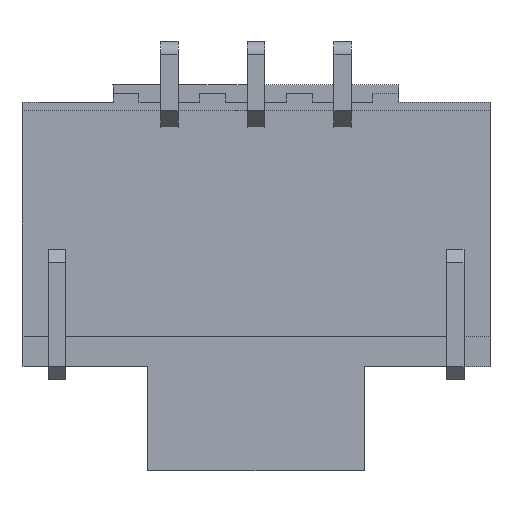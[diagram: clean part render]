
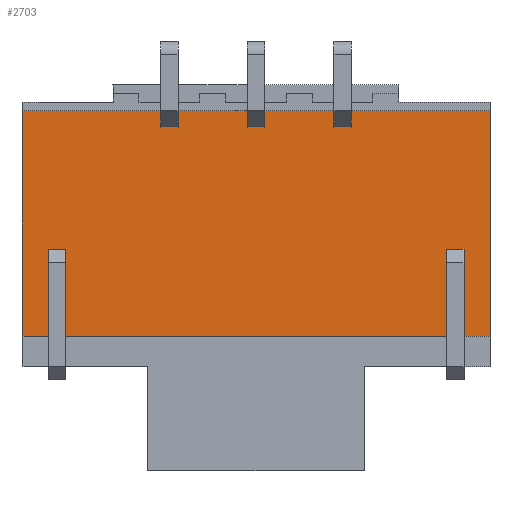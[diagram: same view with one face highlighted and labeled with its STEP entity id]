
A CAD part, front view. The second image highlights one B-rep face of the part: STEP entity #2703.
In plain terms, the highlighted planar face has unit normal (0, -1, 0).
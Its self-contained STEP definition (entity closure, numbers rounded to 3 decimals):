
#484=ORIENTED_EDGE('',*,*,#1112,.F.);
#485=ORIENTED_EDGE('',*,*,#1113,.T.);
#486=ORIENTED_EDGE('',*,*,#984,.F.);
#487=ORIENTED_EDGE('',*,*,#1114,.F.);
#488=ORIENTED_EDGE('',*,*,#1115,.F.);
#489=ORIENTED_EDGE('',*,*,#1116,.T.);
#490=ORIENTED_EDGE('',*,*,#1117,.F.);
#491=ORIENTED_EDGE('',*,*,#1051,.F.);
#492=ORIENTED_EDGE('',*,*,#1111,.T.);
#493=ORIENTED_EDGE('',*,*,#1053,.T.);
#494=ORIENTED_EDGE('',*,*,#974,.F.);
#495=ORIENTED_EDGE('',*,*,#1118,.F.);
#974=EDGE_CURVE('',#1320,#1321,#1609,.T.);
#984=EDGE_CURVE('',#1330,#1331,#1619,.T.);
#1051=EDGE_CURVE('',#1389,#1390,#1682,.T.);
#1053=EDGE_CURVE('',#1391,#1321,#1684,.T.);
#1111=EDGE_CURVE('',#1389,#1391,#1742,.T.);
#1112=EDGE_CURVE('',#1430,#1431,#1743,.T.);
#1113=EDGE_CURVE('',#1430,#1331,#1744,.T.);
#1114=EDGE_CURVE('',#1432,#1330,#1745,.T.);
#1115=EDGE_CURVE('',#1433,#1432,#1746,.T.);
#1116=EDGE_CURVE('',#1433,#1434,#1747,.T.);
#1117=EDGE_CURVE('',#1390,#1434,#1748,.T.);
#1118=EDGE_CURVE('',#1431,#1320,#1749,.T.);
#1320=VERTEX_POINT('',#4552);
#1321=VERTEX_POINT('',#4554);
#1330=VERTEX_POINT('',#4575);
#1331=VERTEX_POINT('',#4576);
#1389=VERTEX_POINT('',#4707);
#1390=VERTEX_POINT('',#4709);
#1391=VERTEX_POINT('',#4713);
#1430=VERTEX_POINT('',#4823);
#1431=VERTEX_POINT('',#4824);
#1432=VERTEX_POINT('',#4827);
#1433=VERTEX_POINT('',#4829);
#1434=VERTEX_POINT('',#4831);
#1609=LINE('',#4553,#1976);
#1619=LINE('',#4574,#1986);
#1682=LINE('',#4708,#2049);
#1684=LINE('',#4712,#2051);
#1742=LINE('',#4820,#2109);
#1743=LINE('',#4822,#2110);
#1744=LINE('',#4825,#2111);
#1745=LINE('',#4826,#2112);
#1746=LINE('',#4828,#2113);
#1747=LINE('',#4830,#2114);
#1748=LINE('',#4832,#2115);
#1749=LINE('',#4833,#2116);
#1976=VECTOR('',#3837,1000.);
#1986=VECTOR('',#3851,1000.);
#2049=VECTOR('',#3936,1000.);
#2051=VECTOR('',#3940,1000.);
#2109=VECTOR('',#4020,1000.);
#2110=VECTOR('',#4023,1000.);
#2111=VECTOR('',#4024,1000.);
#2112=VECTOR('',#4025,1000.);
#2113=VECTOR('',#4026,1000.);
#2114=VECTOR('',#4027,1000.);
#2115=VECTOR('',#4028,1000.);
#2116=VECTOR('',#4029,1000.);
#2300=EDGE_LOOP('',(#484,#485,#486,#487,#488,#489,#490,#491,#492,#493,#494,
#495));
#2439=FACE_BOUND('',#2300,.T.);
#2571=PLANE('',#3522);
#2703=ADVANCED_FACE('',(#2439),#2571,.F.);
#3522=AXIS2_PLACEMENT_3D('',#4821,#4021,#4022);
#3837=DIRECTION('',(-1.,0.,0.));
#3851=DIRECTION('',(-1.,0.,0.));
#3936=DIRECTION('',(0.,0.,-1.));
#3940=DIRECTION('',(0.,0.,-1.));
#4020=DIRECTION('',(-1.,0.,0.));
#4021=DIRECTION('',(0.,1.,0.));
#4022=DIRECTION('',(0.,0.,1.));
#4023=DIRECTION('',(-1.,0.,0.));
#4024=DIRECTION('',(0.,0.,-1.));
#4025=DIRECTION('',(0.,0.,-1.));
#4026=DIRECTION('',(-1.,0.,0.));
#4027=DIRECTION('',(0.,0.,-1.));
#4028=DIRECTION('',(-1.,0.,0.));
#4029=DIRECTION('',(0.,0.,-1.));
#4552=CARTESIAN_POINT('',(-2.4,0.,-0.675));
#4553=CARTESIAN_POINT('',(2.7,0.,-0.675));
#4554=CARTESIAN_POINT('',(-2.7,0.,-0.675));
#4574=CARTESIAN_POINT('',(2.7,0.,-0.675));
#4575=CARTESIAN_POINT('',(2.2,0.,-0.675));
#4576=CARTESIAN_POINT('',(-2.2,0.,-0.675));
#4707=CARTESIAN_POINT('',(2.7,0.,1.925));
#4708=CARTESIAN_POINT('',(2.7,0.,1.925));
#4709=CARTESIAN_POINT('',(2.7,0.,-0.675));
#4712=CARTESIAN_POINT('',(-2.7,0.,1.925));
#4713=CARTESIAN_POINT('',(-2.7,0.,1.925));
#4820=CARTESIAN_POINT('',(2.7,0.,1.925));
#4821=CARTESIAN_POINT('',(2.7,0.,1.925));
#4822=CARTESIAN_POINT('',(2.7,0.,0.325));
#4823=CARTESIAN_POINT('',(-2.2,0.,0.325));
#4824=CARTESIAN_POINT('',(-2.4,0.,0.325));
#4825=CARTESIAN_POINT('',(-2.2,0.,1.925));
#4826=CARTESIAN_POINT('',(2.2,0.,1.925));
#4827=CARTESIAN_POINT('',(2.2,0.,0.325));
#4828=CARTESIAN_POINT('',(2.7,0.,0.325));
#4829=CARTESIAN_POINT('',(2.4,0.,0.325));
#4830=CARTESIAN_POINT('',(2.4,0.,1.925));
#4831=CARTESIAN_POINT('',(2.4,0.,-0.675));
#4832=CARTESIAN_POINT('',(2.7,0.,-0.675));
#4833=CARTESIAN_POINT('',(-2.4,0.,1.925));
